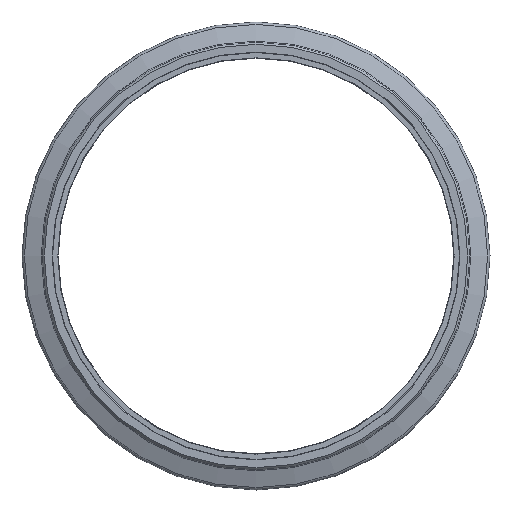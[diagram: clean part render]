
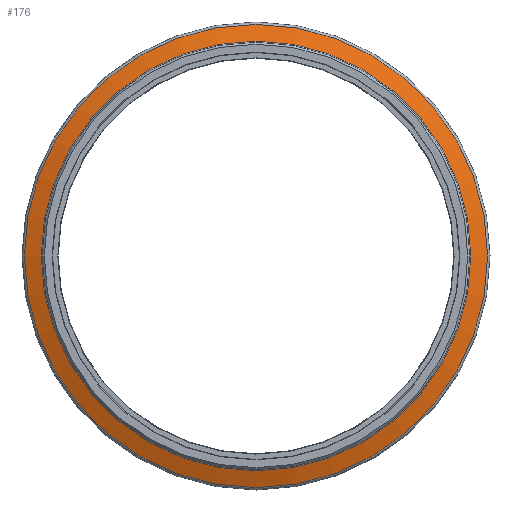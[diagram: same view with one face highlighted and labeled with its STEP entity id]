
A CAD part, left-side view. The second image highlights one B-rep face of the part: STEP entity #176.
In plain terms, the highlighted conical face has half-angle 70 degrees and reference radius 115 mm.
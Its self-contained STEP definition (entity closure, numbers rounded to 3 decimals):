
#26=CONICAL_SURFACE('',#215,115.,1.222);
#43=ORIENTED_EDGE('',*,*,#72,.T.);
#44=ORIENTED_EDGE('',*,*,#73,.T.);
#72=EDGE_CURVE('',#87,#87,#102,.T.);
#73=EDGE_CURVE('',#88,#88,#103,.T.);
#87=VERTEX_POINT('',#321);
#88=VERTEX_POINT('',#323);
#102=CIRCLE('',#216,124.684);
#103=CIRCLE('',#217,115.658);
#118=EDGE_LOOP('',(#43));
#119=EDGE_LOOP('',(#44));
#148=FACE_BOUND('',#118,.T.);
#149=FACE_BOUND('',#119,.T.);
#176=ADVANCED_FACE('',(#148,#149),#26,.T.);
#215=AXIS2_PLACEMENT_3D('',#319,#264,#265);
#216=AXIS2_PLACEMENT_3D('',#320,#266,#267);
#217=AXIS2_PLACEMENT_3D('',#322,#268,#269);
#264=DIRECTION('',(1.,0.,0.));
#265=DIRECTION('',(0.,0.,-1.));
#266=DIRECTION('',(-1.,0.,0.));
#267=DIRECTION('',(0.,0.,1.));
#268=DIRECTION('',(1.,0.,0.));
#269=DIRECTION('',(0.,0.,-1.));
#319=CARTESIAN_POINT('',(7.856,0.,0.));
#320=CARTESIAN_POINT('',(11.381,0.,0.));
#321=CARTESIAN_POINT('',(11.381,0.,124.684));
#322=CARTESIAN_POINT('',(8.096,0.,0.));
#323=CARTESIAN_POINT('',(8.096,0.,-115.658));
